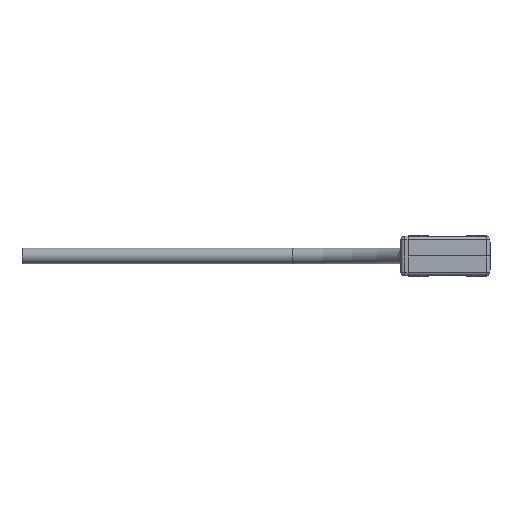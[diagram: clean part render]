
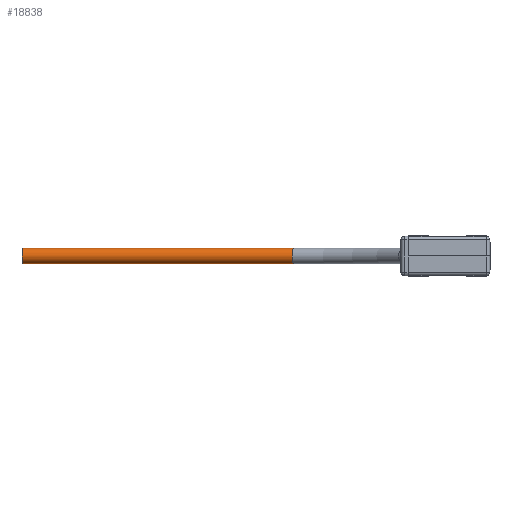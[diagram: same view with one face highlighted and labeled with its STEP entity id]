
A CAD part, front view. The second image highlights one B-rep face of the part: STEP entity #18838.
In plain terms, the highlighted cylindrical face has radius 2.3 mm (diameter 4.6 mm), a full revolution.
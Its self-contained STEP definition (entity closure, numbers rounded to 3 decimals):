
#18770 = TOROIDAL_SURFACE('',#18771,57.207,2.3);
#18771 = AXIS2_PLACEMENT_3D('',#18772,#18773,#18774);
#18772 = CARTESIAN_POINT('',(-65.923,-21.405,
    0.));
#18773 = DIRECTION('',(0.,0.,-1.));
#18774 = DIRECTION('',(-1.,0.,0.));
#18787 = VERTEX_POINT('',#18788);
#18788 = CARTESIAN_POINT('',(-58.247,35.285,-2.3));
#18813 = EDGE_CURVE('',#18787,#18787,#18814,.T.);
#18814 = SURFACE_CURVE('',#18815,(#18820,#18826),.PCURVE_S1.);
#18815 = CIRCLE('',#18816,2.3);
#18816 = AXIS2_PLACEMENT_3D('',#18817,#18818,#18819);
#18817 = CARTESIAN_POINT('',(-58.247,35.285,
    0.));
#18818 = DIRECTION('',(-0.991,0.134,0.));
#18819 = DIRECTION('',(0.,0.,1.));
#18820 = PCURVE('',#18770,#18821);
#18821 = DEFINITIONAL_REPRESENTATION('',(#18822),#18825);
#18822 = B_SPLINE_CURVE_WITH_KNOTS('',1,(#18823,#18824),.UNSPECIFIED.,
  .F.,.F.,(2,2),(3.142,9.425),
  .PIECEWISE_BEZIER_KNOTS.);
#18823 = CARTESIAN_POINT('',(7.989,1.571));
#18824 = CARTESIAN_POINT('',(7.989,7.854));
#18825 = ( GEOMETRIC_REPRESENTATION_CONTEXT(2) 
PARAMETRIC_REPRESENTATION_CONTEXT() REPRESENTATION_CONTEXT('2D SPACE',''
  ) );
#18826 = PCURVE('',#18827,#18832);
#18827 = CYLINDRICAL_SURFACE('',#18828,2.3);
#18828 = AXIS2_PLACEMENT_3D('',#18829,#18830,#18831);
#18829 = CARTESIAN_POINT('',(-138.515,46.153,
    0.));
#18830 = DIRECTION('',(0.991,-0.134,0.));
#18831 = DIRECTION('',(0.,0.,1.));
#18832 = DEFINITIONAL_REPRESENTATION('',(#18833),#18836);
#18833 = B_SPLINE_CURVE_WITH_KNOTS('',1,(#18834,#18835),.UNSPECIFIED.,
  .F.,.F.,(2,2),(3.142,9.425),
  .PIECEWISE_BEZIER_KNOTS.);
#18834 = CARTESIAN_POINT('',(9.425,81.));
#18835 = CARTESIAN_POINT('',(3.142,81.));
#18836 = ( GEOMETRIC_REPRESENTATION_CONTEXT(2) 
PARAMETRIC_REPRESENTATION_CONTEXT() REPRESENTATION_CONTEXT('2D SPACE',''
  ) );
#18838 = ADVANCED_FACE('',(#18839),#18827,.T.);
#18839 = FACE_BOUND('',#18840,.T.);
#18840 = EDGE_LOOP('',(#18841,#18842,#18864,#18890));
#18841 = ORIENTED_EDGE('',*,*,#18813,.T.);
#18842 = ORIENTED_EDGE('',*,*,#18843,.F.);
#18843 = EDGE_CURVE('',#18844,#18787,#18846,.T.);
#18844 = VERTEX_POINT('',#18845);
#18845 = CARTESIAN_POINT('',(-138.515,46.153,-2.3));
#18846 = SEAM_CURVE('',#18847,(#18850,#18857),.PCURVE_S1.);
#18847 = B_SPLINE_CURVE_WITH_KNOTS('',1,(#18848,#18849),.UNSPECIFIED.,
  .F.,.F.,(2,2),(0.,81.),.PIECEWISE_BEZIER_KNOTS.);
#18848 = CARTESIAN_POINT('',(-138.515,46.153,-2.3));
#18849 = CARTESIAN_POINT('',(-58.247,35.285,-2.3));
#18850 = PCURVE('',#18827,#18851);
#18851 = DEFINITIONAL_REPRESENTATION('',(#18852),#18856);
#18852 = LINE('',#18853,#18854);
#18853 = CARTESIAN_POINT('',(3.142,0.));
#18854 = VECTOR('',#18855,1.);
#18855 = DIRECTION('',(0.,1.));
#18856 = ( GEOMETRIC_REPRESENTATION_CONTEXT(2) 
PARAMETRIC_REPRESENTATION_CONTEXT() REPRESENTATION_CONTEXT('2D SPACE',''
  ) );
#18857 = PCURVE('',#18827,#18858);
#18858 = DEFINITIONAL_REPRESENTATION('',(#18859),#18863);
#18859 = LINE('',#18860,#18861);
#18860 = CARTESIAN_POINT('',(9.425,0.));
#18861 = VECTOR('',#18862,1.);
#18862 = DIRECTION('',(0.,1.));
#18863 = ( GEOMETRIC_REPRESENTATION_CONTEXT(2) 
PARAMETRIC_REPRESENTATION_CONTEXT() REPRESENTATION_CONTEXT('2D SPACE',''
  ) );
#18864 = ORIENTED_EDGE('',*,*,#18865,.F.);
#18865 = EDGE_CURVE('',#18844,#18844,#18866,.T.);
#18866 = SURFACE_CURVE('',#18867,(#18872,#18878),.PCURVE_S1.);
#18867 = CIRCLE('',#18868,2.3);
#18868 = AXIS2_PLACEMENT_3D('',#18869,#18870,#18871);
#18869 = CARTESIAN_POINT('',(-138.515,46.153,
    0.));
#18870 = DIRECTION('',(-0.991,0.134,0.));
#18871 = DIRECTION('',(0.,0.,1.));
#18872 = PCURVE('',#18827,#18873);
#18873 = DEFINITIONAL_REPRESENTATION('',(#18874),#18877);
#18874 = B_SPLINE_CURVE_WITH_KNOTS('',1,(#18875,#18876),.UNSPECIFIED.,
  .F.,.F.,(2,2),(3.142,9.425),
  .PIECEWISE_BEZIER_KNOTS.);
#18875 = CARTESIAN_POINT('',(9.425,0.));
#18876 = CARTESIAN_POINT('',(3.142,0.));
#18877 = ( GEOMETRIC_REPRESENTATION_CONTEXT(2) 
PARAMETRIC_REPRESENTATION_CONTEXT() REPRESENTATION_CONTEXT('2D SPACE',''
  ) );
#18878 = PCURVE('',#18879,#18884);
#18879 = PLANE('',#18880);
#18880 = AXIS2_PLACEMENT_3D('',#18881,#18882,#18883);
#18881 = CARTESIAN_POINT('',(-138.515,46.153,
    0.));
#18882 = DIRECTION('',(-0.991,0.134,0.));
#18883 = DIRECTION('',(0.,0.,1.));
#18884 = DEFINITIONAL_REPRESENTATION('',(#18885),#18889);
#18885 = CIRCLE('',#18886,2.3);
#18886 = AXIS2_PLACEMENT_2D('',#18887,#18888);
#18887 = CARTESIAN_POINT('',(0.,0.));
#18888 = DIRECTION('',(1.,0.));
#18889 = ( GEOMETRIC_REPRESENTATION_CONTEXT(2) 
PARAMETRIC_REPRESENTATION_CONTEXT() REPRESENTATION_CONTEXT('2D SPACE',''
  ) );
#18890 = ORIENTED_EDGE('',*,*,#18843,.T.);
